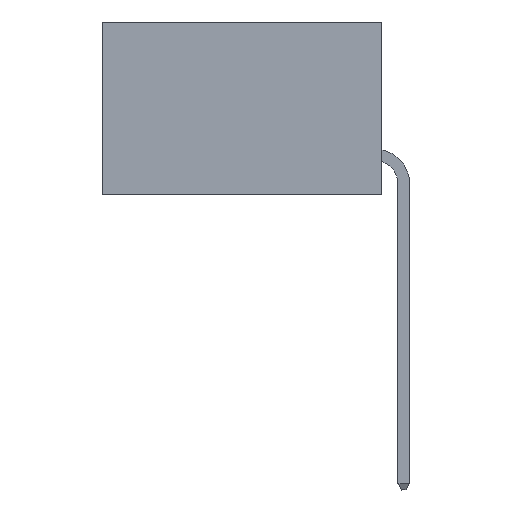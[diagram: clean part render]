
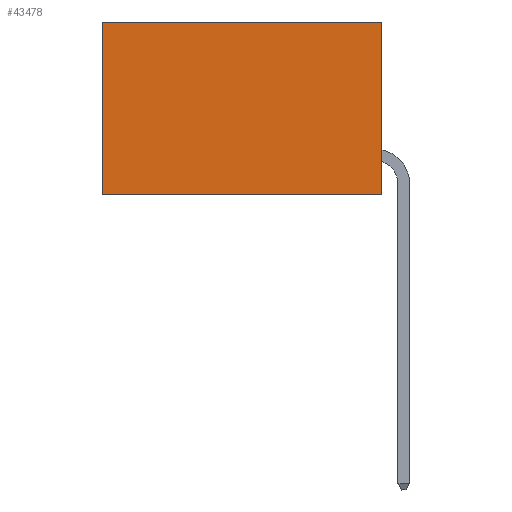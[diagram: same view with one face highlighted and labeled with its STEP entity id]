
A CAD part, left-side view. The second image highlights one B-rep face of the part: STEP entity #43478.
In plain terms, the highlighted planar face has unit normal (-1, 0, 0).
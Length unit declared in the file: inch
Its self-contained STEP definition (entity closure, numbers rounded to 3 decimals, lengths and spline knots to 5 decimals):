
#1288 = AXIS2_PLACEMENT_3D ( 'NONE', #38250, #27782, #17174 ) ;
#1620 = ORIENTED_EDGE ( 'NONE', *, *, #39900, .T. ) ;
#1961 = DIRECTION ( 'NONE',  ( 0., 1., 0. ) ) ;
#2135 = LINE ( 'NONE', #3354, #38468 ) ;
#3354 = CARTESIAN_POINT ( 'NONE',  ( 0.2875, 0.6, 0. ) ) ;
#4213 = EDGE_LOOP ( 'NONE', ( #1620, #29881, #41392, #38041 ) ) ;
#4335 = EDGE_CURVE ( 'NONE', #44922, #38314, #22451, .T. ) ;
#8048 = CARTESIAN_POINT ( 'NONE',  ( 0.2875, 0., 0. ) ) ;
#13029 = CARTESIAN_POINT ( 'NONE',  ( 0.2875, 0., 0. ) ) ;
#15550 = DIRECTION ( 'NONE',  ( 0., 1., 0. ) ) ;
#16906 = CARTESIAN_POINT ( 'NONE',  ( 0.2875, 0.6, -0.37 ) ) ;
#17028 = PLANE ( 'NONE',  #1288 ) ;
#17174 = DIRECTION ( 'NONE',  ( 0., 0., -1. ) ) ;
#20665 = EDGE_CURVE ( 'NONE', #38314, #39678, #42706, .T. ) ;
#22451 = LINE ( 'NONE', #37598, #34050 ) ;
#25445 = DIRECTION ( 'NONE',  ( 0., 0., -1. ) ) ;
#25564 = VECTOR ( 'NONE', #15550, 39.37008 ) ;
#27532 = VECTOR ( 'NONE', #1961, 39.37008 ) ;
#27782 = DIRECTION ( 'NONE',  ( 1., 0., 0. ) ) ;
#28606 = LINE ( 'NONE', #13029, #27532 ) ;
#29674 = CARTESIAN_POINT ( 'NONE',  ( 0.2875, 0., -0.37 ) ) ;
#29881 = ORIENTED_EDGE ( 'NONE', *, *, #20665, .F. ) ;
#30127 = CARTESIAN_POINT ( 'NONE',  ( 0.2875, 0.6, 0. ) ) ;
#33278 = EDGE_CURVE ( 'NONE', #44922, #41330, #28606, .T. ) ;
#34050 = VECTOR ( 'NONE', #38278, 39.37008 ) ;
#37598 = CARTESIAN_POINT ( 'NONE',  ( 0.2875, 0., 0. ) ) ;
#38041 = ORIENTED_EDGE ( 'NONE', *, *, #33278, .T. ) ;
#38250 = CARTESIAN_POINT ( 'NONE',  ( 0.2875, 0., 0. ) ) ;
#38278 = DIRECTION ( 'NONE',  ( 0., 0., -1. ) ) ;
#38314 = VERTEX_POINT ( 'NONE', #42917 ) ;
#38468 = VECTOR ( 'NONE', #25445, 39.37008 ) ;
#39254 = FACE_OUTER_BOUND ( 'NONE', #4213, .T. ) ;
#39678 = VERTEX_POINT ( 'NONE', #16906 ) ;
#39900 = EDGE_CURVE ( 'NONE', #41330, #39678, #2135, .T. ) ;
#41330 = VERTEX_POINT ( 'NONE', #30127 ) ;
#41392 = ORIENTED_EDGE ( 'NONE', *, *, #4335, .F. ) ;
#42706 = LINE ( 'NONE', #29674, #25564 ) ;
#42917 = CARTESIAN_POINT ( 'NONE',  ( 0.2875, 0., -0.37 ) ) ;
#43478 = ADVANCED_FACE ( 'NONE', ( #39254 ), #17028, .F. ) ;
#44922 = VERTEX_POINT ( 'NONE', #8048 ) ;
